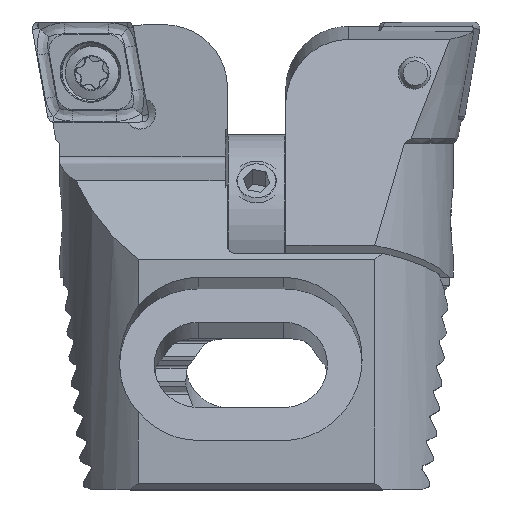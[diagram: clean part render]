
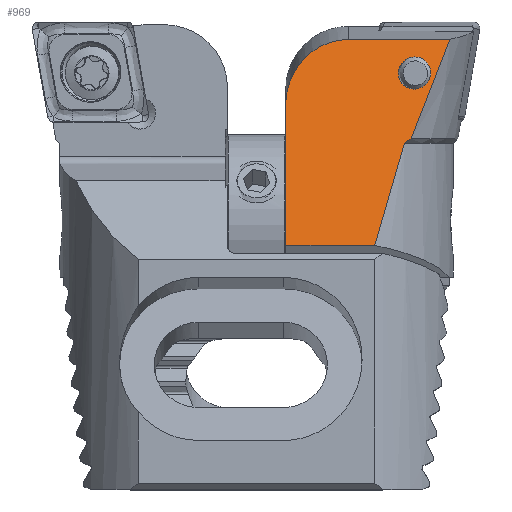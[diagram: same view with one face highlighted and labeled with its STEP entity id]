
A CAD part, top view. The second image highlights one B-rep face of the part: STEP entity #969.
In plain terms, the highlighted face is planar.
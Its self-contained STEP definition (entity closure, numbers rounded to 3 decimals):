
#217 = VERTEX_POINT ( 'NONE', #11680 ) ;
#237 =( BOUNDED_CURVE ( )  B_SPLINE_CURVE ( 3, ( #2004, #3075, #2953, #6929 ),
 .UNSPECIFIED., .F., .F. ) 
 B_SPLINE_CURVE_WITH_KNOTS ( ( 4, 4 ),
 ( 3.785, 3.991 ),
 .UNSPECIFIED. ) 
 CURVE ( )  GEOMETRIC_REPRESENTATION_ITEM ( )  RATIONAL_B_SPLINE_CURVE ( ( 1., 0.996, 0.996, 1. ) ) 
 REPRESENTATION_ITEM ( '' )  );
#292 = CARTESIAN_POINT ( 'NONE',  ( 4.012, -2.249, -6.797 ) ) ;
#652 = CARTESIAN_POINT ( 'NONE',  ( 10.743, -1.12, -6.494 ) ) ;
#847 = CARTESIAN_POINT ( 'NONE',  ( 4.438, -7.424, -8.183 ) ) ;
#969 = ADVANCED_FACE ( 'NONE', ( #11494, #10374 ), #9378, .F. ) ;
#1008 = EDGE_CURVE ( 'NONE', #1945, #1723, #12025, .T. ) ;
#1222 = CARTESIAN_POINT ( 'NONE',  ( 2.003, -2.642, -6.902 ) ) ;
#1307 = CARTESIAN_POINT ( 'NONE',  ( 3.593, -5.558, -7.683 ) ) ;
#1683 = ORIENTED_EDGE ( 'NONE', *, *, #12078, .T. ) ;
#1723 = VERTEX_POINT ( 'NONE', #11301 ) ;
#1855 = AXIS2_PLACEMENT_3D ( 'NONE', #3680, #3603, #10702 ) ;
#1945 = VERTEX_POINT ( 'NONE', #5822 ) ;
#2004 = CARTESIAN_POINT ( 'NONE',  ( 6.75, -14.204, -10. ) ) ;
#2142 = EDGE_CURVE ( 'NONE', #1945, #6976, #9099, .T. ) ;
#2761 = ORIENTED_EDGE ( 'NONE', *, *, #1008, .T. ) ;
#2953 = CARTESIAN_POINT ( 'NONE',  ( 5.433, -10.106, -8.902 ) ) ;
#3075 = CARTESIAN_POINT ( 'NONE',  ( 6.063, -12.281, -9.485 ) ) ;
#3137 = CARTESIAN_POINT ( 'NONE',  ( 4.58, -7.517, -8.208 ) ) ;
#3236 = CARTESIAN_POINT ( 'NONE',  ( 6.021, -1.856, -6.691 ) ) ;
#3270 = DIRECTION ( 'NONE',  ( 0., 0.966, 0.259 ) ) ;
#3603 = DIRECTION ( 'NONE',  ( 0., -0.259, 0.966 ) ) ;
#3670 = CARTESIAN_POINT ( 'NONE',  ( 4.723, -7.609, -8.233 ) ) ;
#3680 = CARTESIAN_POINT ( 'NONE',  ( 29., -1.12, -6.494 ) ) ;
#3765 = VECTOR ( 'NONE', #7426, 1000. ) ;
#4111 = CARTESIAN_POINT ( 'NONE',  ( 4.438, -7.424, -8.183 ) ) ;
#4252 = CARTESIAN_POINT ( 'NONE',  ( 4.012, -2.249, -6.797 ) ) ;
#4555 = CARTESIAN_POINT ( 'NONE',  ( 1.974, -1.12, -6.494 ) ) ;
#4607 = CARTESIAN_POINT ( 'NONE',  ( 4.866, -7.7, -8.257 ) ) ;
#5016 = ORIENTED_EDGE ( 'NONE', *, *, #12085, .T. ) ;
#5058 =( BOUNDED_CURVE ( )  B_SPLINE_CURVE ( 3, ( #6359, #1307, #12285, #10314 ),
 .UNSPECIFIED., .F., .T. ) 
 B_SPLINE_CURVE_WITH_KNOTS ( ( 4, 4 ),
 ( 3.561, 3.676 ),
 .UNSPECIFIED. ) 
 CURVE ( )  GEOMETRIC_REPRESENTATION_ITEM ( )  RATIONAL_B_SPLINE_CURVE ( ( 1., 0.999, 0.999, 1. ) ) 
 REPRESENTATION_ITEM ( '' )  );
#5070 = ORIENTED_EDGE ( 'NONE', *, *, #8605, .T. ) ;
#5138 = ORIENTED_EDGE ( 'NONE', *, *, #5348, .T. ) ;
#5348 = EDGE_CURVE ( 'NONE', #10591, #11077, #8766, .T. ) ;
#5483 = VECTOR ( 'NONE', #3270, 1000. ) ;
#5822 = CARTESIAN_POINT ( 'NONE',  ( 8.4, -1.12, -6.494 ) ) ;
#6022 = VERTEX_POINT ( 'NONE', #847 ) ;
#6342 = CARTESIAN_POINT ( 'NONE',  ( 29., -1.12, -6.494 ) ) ;
#6359 = CARTESIAN_POINT ( 'NONE',  ( 4.438, -7.424, -8.183 ) ) ;
#6491 = EDGE_LOOP ( 'NONE', ( #5016 ) ) ;
#6754 = CARTESIAN_POINT ( 'NONE',  ( 8.4, -1.12, -6.494 ) ) ;
#6929 = CARTESIAN_POINT ( 'NONE',  ( 4.866, -7.7, -8.257 ) ) ;
#6976 = VERTEX_POINT ( 'NONE', #4555 ) ;
#7088 = ORIENTED_EDGE ( 'NONE', *, *, #9116, .T. ) ;
#7104 = VERTEX_POINT ( 'NONE', #11952 ) ;
#7251 = CARTESIAN_POINT ( 'NONE',  ( 6.75, -14.204, -10. ) ) ;
#7426 = DIRECTION ( 'NONE',  ( -1., 0., 0. ) ) ;
#7583 = CARTESIAN_POINT ( 'NONE',  ( 12.4, -14.204, -10. ) ) ;
#7998 = VECTOR ( 'NONE', #12556, 1000. ) ;
#8279 = CARTESIAN_POINT ( 'NONE',  ( 2.424, -4.654, -7.441 ) ) ;
#8605 = EDGE_CURVE ( 'NONE', #7104, #6022, #11489, .T. ) ;
#8766 = LINE ( 'NONE', #10434, #7998 ) ;
#9088 = ORIENTED_EDGE ( 'NONE', *, *, #12916, .F. ) ;
#9099 = LINE ( 'NONE', #6342, #3765 ) ;
#9116 = EDGE_CURVE ( 'NONE', #11077, #7104, #237, .T. ) ;
#9317 = CARTESIAN_POINT ( 'NONE',  ( 6.443, -3.868, -7.231 ) ) ;
#9378 = PLANE ( 'NONE',  #1855 ) ;
#9647 = CARTESIAN_POINT ( 'NONE',  ( 12.4, -5.287, -7.611 ) ) ;
#10085 =( BOUNDED_CURVE ( )  B_SPLINE_CURVE ( 3, ( #292, #1222, #8279, #11352, #9317, #3236, #4252 ),
 .UNSPECIFIED., .T., .T. ) 
 B_SPLINE_CURVE_WITH_KNOTS ( ( 4, 3, 4 ),
 ( 0., 3.142, 6.283 ),
 .UNSPECIFIED. ) 
 CURVE ( )  GEOMETRIC_REPRESENTATION_ITEM ( )  RATIONAL_B_SPLINE_CURVE ( ( 1., 0.333, 0.333, 1., 0.333, 0.333, 1. ) ) 
 REPRESENTATION_ITEM ( '' )  );
#10086 = EDGE_LOOP ( 'NONE', ( #12348, #2761, #9088, #5138, #7088, #5070, #1683 ) ) ;
#10160 = LINE ( 'NONE', #10348, #5483 ) ;
#10314 = CARTESIAN_POINT ( 'NONE',  ( 1.974, -1.12, -6.494 ) ) ;
#10348 = CARTESIAN_POINT ( 'NONE',  ( 12.4, -14.204, -10. ) ) ;
#10374 = FACE_OUTER_BOUND ( 'NONE', #10086, .T. ) ;
#10434 = CARTESIAN_POINT ( 'NONE',  ( 29., -14.204, -10. ) ) ;
#10591 = VERTEX_POINT ( 'NONE', #7583 ) ;
#10702 = DIRECTION ( 'NONE',  ( 0., -0.966, -0.259 ) ) ;
#11077 = VERTEX_POINT ( 'NONE', #7251 ) ;
#11301 = CARTESIAN_POINT ( 'NONE',  ( 12.4, -5.287, -7.611 ) ) ;
#11352 = CARTESIAN_POINT ( 'NONE',  ( 4.434, -4.261, -7.336 ) ) ;
#11489 = B_SPLINE_CURVE_WITH_KNOTS ( 'NONE', 3,
 ( #4607, #3670, #3137, #4111 ),
 .UNSPECIFIED., .F., .F.,
 ( 4, 4 ),
 ( 0., 0.001 ),
 .UNSPECIFIED. ) ;
#11494 = FACE_BOUND ( 'NONE', #6491, .T. ) ;
#11680 = CARTESIAN_POINT ( 'NONE',  ( 4.012, -2.249, -6.797 ) ) ;
#11952 = CARTESIAN_POINT ( 'NONE',  ( 4.866, -7.7, -8.257 ) ) ;
#12025 =( BOUNDED_CURVE ( )  B_SPLINE_CURVE ( 3, ( #6754, #652, #12781, #9647 ),
 .UNSPECIFIED., .F., .F. ) 
 B_SPLINE_CURVE_WITH_KNOTS ( ( 4, 4 ),
 ( 0., 1.571 ),
 .UNSPECIFIED. ) 
 CURVE ( )  GEOMETRIC_REPRESENTATION_ITEM ( )  RATIONAL_B_SPLINE_CURVE ( ( 1., 0.805, 0.805, 1. ) ) 
 REPRESENTATION_ITEM ( '' )  );
#12078 = EDGE_CURVE ( 'NONE', #6022, #6976, #5058, .T. ) ;
#12085 = EDGE_CURVE ( 'NONE', #217, #217, #10085, .T. ) ;
#12285 = CARTESIAN_POINT ( 'NONE',  ( 2.771, -3.454, -7.12 ) ) ;
#12348 = ORIENTED_EDGE ( 'NONE', *, *, #2142, .F. ) ;
#12556 = DIRECTION ( 'NONE',  ( -1., 0., 0. ) ) ;
#12781 = CARTESIAN_POINT ( 'NONE',  ( 12.4, -2.846, -6.957 ) ) ;
#12916 = EDGE_CURVE ( 'NONE', #10591, #1723, #10160, .T. ) ;
